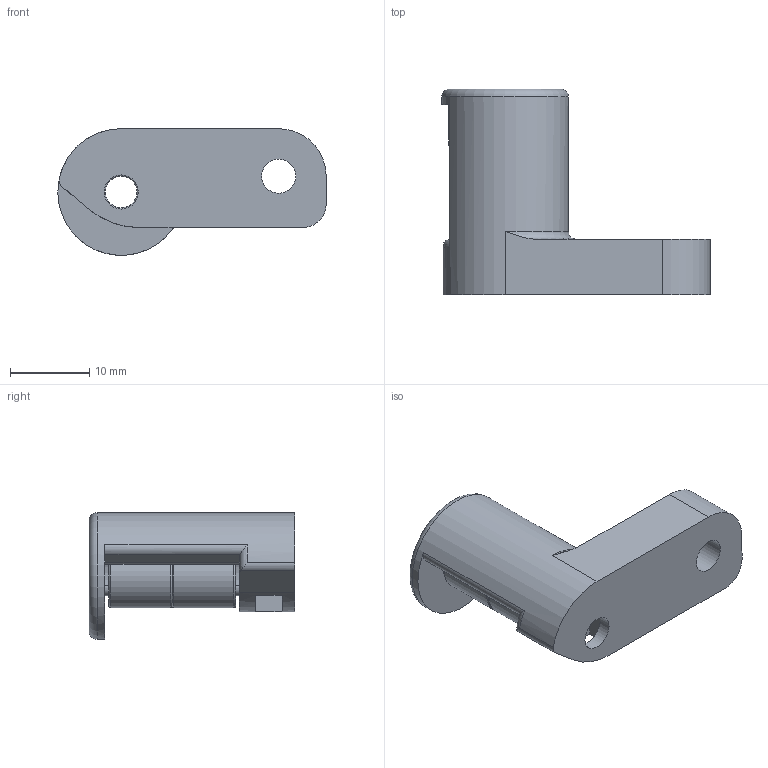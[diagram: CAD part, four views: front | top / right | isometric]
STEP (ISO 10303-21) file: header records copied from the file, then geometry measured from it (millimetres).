
FILE_DESCRIPTION(/* description */ (''),/* implementation_level */ '2;1');
FILE_NAME(/* name */ 'XY belt tensioners.step',/* time_stamp */ '2022-10-11T15:35:42+08:00',/* author */ (''),/* organization */ (''),/* preprocessor_version */ 'ST-DEVELOPER v19',/* originating_system */ 'Autodesk Translation Framework v11.7.0.108',/* authorisation */ '');
FILE_SCHEMA (('AUTOMOTIVE_DESIGN { 1 0 10303 214 3 1 1 }'));
Length unit declared in the file: millimetre
Products named in the file (2): XY belt tensioners; HK0406 bearing
Assembly tree (2 placements, depth 2):
  XY belt tensioners
    HK0406 bearing  x2
Bounding box: 33.9 x 26 x 16 mm (x, y, z)
Volume: 4475.3 mm3; surface area: 3384.7 mm2
Topology: 3 solids, 3 shells, 48 faces, 122 edges, 80 vertices
Faces by surface type: plane 20, cylinder 17, torus 11
Full cylindrical faces by diameter (mm): 4 x2, 4.3 x4, 8 x2, 16 x1
Entity records: 1375 total; most frequent: CARTESIAN_POINT 262, DIRECTION 237, ORIENTED_EDGE 212, EDGE_CURVE 106, AXIS2_PLACEMENT_3D 93, VERTEX_POINT 70, LINE 51, VECTOR 51
